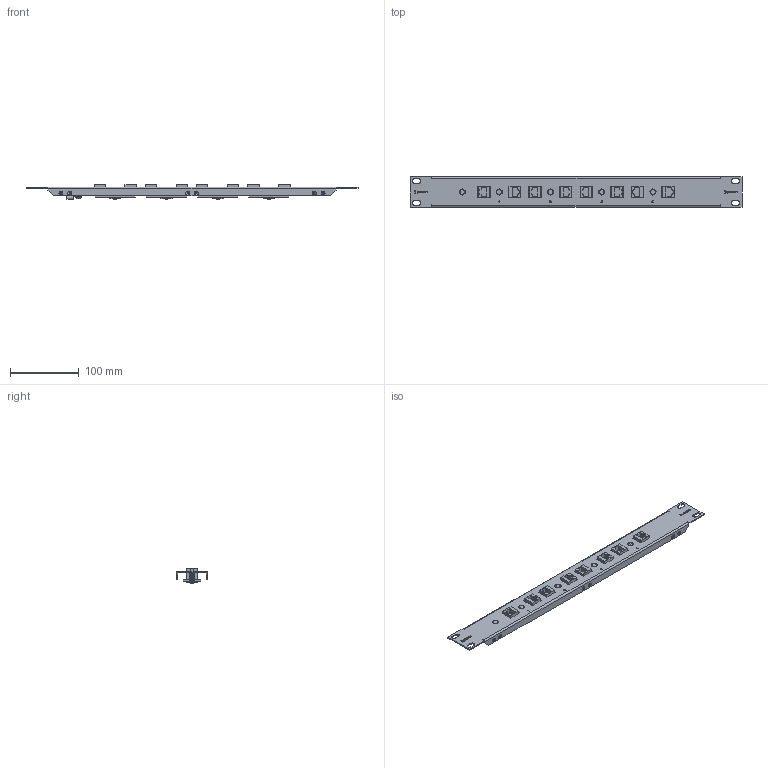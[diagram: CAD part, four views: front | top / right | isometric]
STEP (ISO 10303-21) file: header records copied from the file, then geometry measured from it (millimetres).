
FILE_DESCRIPTION (( 'STEP AP214' ), '1' );
FILE_NAME ('RMSP-CAT6T-4.STEP', '2018-04-03T19:05:02', ( '' ), ( '' ), 'SwSTEP 2.0', 'SolidWorks 2017', '' );
FILE_SCHEMA (( 'AUTOMOTIVE_DESIGN' ));
Length unit declared in the file: inch
Products named in the file (8): 1AW03-020_With Actual Text; BSO-832-16; HYP284 Rev-1; 1AJ02-063; 1AJ03-012; XCT-0012; 1AP15-007; RMSP-CAT6T-4
Assembly tree (22 placements, depth 2):
  RMSP-CAT6T-4
    1AP15-007
    XCT-0012
    1AJ03-012  x5
    1AJ02-063  x5
    HYP284 Rev-1  x4
    BSO-832-16  x5
    1AW03-020_With Actual Text
Bounding box: 482.6 x 43.94 x 21.51 mm (x, y, z)
Volume: 82100 mm3; surface area: 93686.4 mm2
Topology: 27 solids, 27 shells, 2509 faces, 6443 edges, 4224 vertices
Faces by surface type: plane 1553, bspline 493, cylinder 241, cone 183, torus 35, sphere 4
Full cylindrical faces by diameter (mm): 0.738 x1, 2.743 x1, 3.048 x12, 3.053 x5, 3.307 x5, 3.454 x5, 4.318 x4, 4.328 x1, 5.131 x1, 6.239 x1, 6.401 x5, 6.756 x10, 7.041 x1, 7.112 x15, 7.137 x10, 8.128 x8, 8.344 x5
Entity records: 90681 total; most frequent: CARTESIAN_POINT 33065, ORIENTED_EDGE 8834, DIRECTION 6204, EDGE_CURVE 4417, LINE 3136, VECTOR 3136, VERTEX_POINT 2983, EDGE_LOOP 2060
